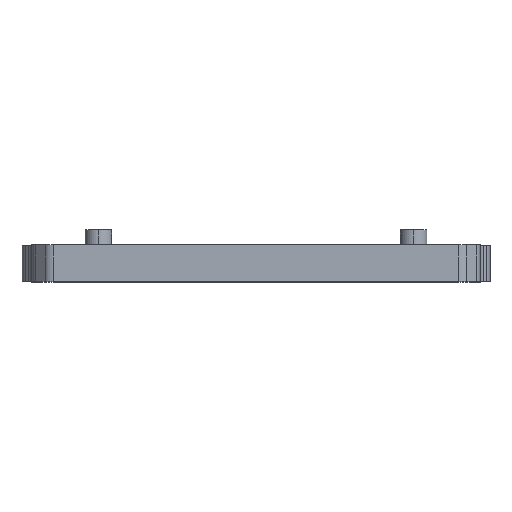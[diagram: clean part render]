
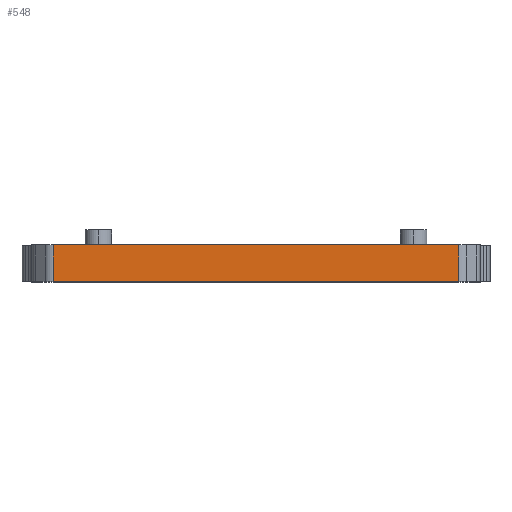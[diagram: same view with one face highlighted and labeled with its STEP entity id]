
A CAD part, top view. The second image highlights one B-rep face of the part: STEP entity #548.
In plain terms, the highlighted planar face has unit normal (0, 0, 1).
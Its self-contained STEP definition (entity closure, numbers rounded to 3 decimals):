
#190 = DIRECTION ( 'NONE',  ( 1., 0., 0. ) ) ;
#441 = DIRECTION ( 'NONE',  ( 0., 0., -1. ) ) ;
#548 = ADVANCED_FACE ( 'NONE', ( #4417 ), #2678, .F. ) ;
#764 = CARTESIAN_POINT ( 'NONE',  ( -61.05, 1., 62.5 ) ) ;
#831 = CARTESIAN_POINT ( 'NONE',  ( -62.5, 0., 62.5 ) ) ;
#973 = CARTESIAN_POINT ( 'NONE',  ( -62.5, 1., 62.5 ) ) ;
#1461 = ORIENTED_EDGE ( 'NONE', *, *, #5368, .F. ) ;
#1509 = EDGE_CURVE ( 'NONE', #6573, #2149, #4282, .T. ) ;
#1590 = VECTOR ( 'NONE', #4742, 1000. ) ;
#1770 = VECTOR ( 'NONE', #6116, 1000. ) ;
#2149 = VERTEX_POINT ( 'NONE', #6367 ) ;
#2177 = CARTESIAN_POINT ( 'NONE',  ( 61.05, 1., 62.5 ) ) ;
#2438 = VERTEX_POINT ( 'NONE', #4700 ) ;
#2678 = PLANE ( 'NONE',  #2943 ) ;
#2780 = EDGE_CURVE ( 'NONE', #2438, #4185, #7323, .T. ) ;
#2943 = AXIS2_PLACEMENT_3D ( 'NONE', #973, #441, #3813 ) ;
#3041 = VECTOR ( 'NONE', #190, 1000. ) ;
#3316 = ORIENTED_EDGE ( 'NONE', *, *, #2780, .T. ) ;
#3813 = DIRECTION ( 'NONE',  ( -1., 0., 0. ) ) ;
#4031 = CARTESIAN_POINT ( 'NONE',  ( 61.05, 11., 62.5 ) ) ;
#4141 = CARTESIAN_POINT ( 'NONE',  ( -62.5, 11., 62.5 ) ) ;
#4151 = ORIENTED_EDGE ( 'NONE', *, *, #1509, .T. ) ;
#4185 = VERTEX_POINT ( 'NONE', #4031 ) ;
#4212 = DIRECTION ( 'NONE',  ( 0., -1., 0. ) ) ;
#4282 = LINE ( 'NONE', #764, #5360 ) ;
#4417 = FACE_OUTER_BOUND ( 'NONE', #7465, .T. ) ;
#4522 = ORIENTED_EDGE ( 'NONE', *, *, #6320, .T. ) ;
#4700 = CARTESIAN_POINT ( 'NONE',  ( 61.05, 0., 62.5 ) ) ;
#4742 = DIRECTION ( 'NONE',  ( 1., 0., 0. ) ) ;
#4836 = LINE ( 'NONE', #831, #3041 ) ;
#5166 = CARTESIAN_POINT ( 'NONE',  ( -61.05, 11., 62.5 ) ) ;
#5360 = VECTOR ( 'NONE', #4212, 1000. ) ;
#5368 = EDGE_CURVE ( 'NONE', #6573, #4185, #6997, .T. ) ;
#6116 = DIRECTION ( 'NONE',  ( 0., 1., 0. ) ) ;
#6320 = EDGE_CURVE ( 'NONE', #2149, #2438, #4836, .T. ) ;
#6367 = CARTESIAN_POINT ( 'NONE',  ( -61.05, 0., 62.5 ) ) ;
#6573 = VERTEX_POINT ( 'NONE', #5166 ) ;
#6997 = LINE ( 'NONE', #4141, #1590 ) ;
#7323 = LINE ( 'NONE', #2177, #1770 ) ;
#7465 = EDGE_LOOP ( 'NONE', ( #1461, #4151, #4522, #3316 ) ) ;
